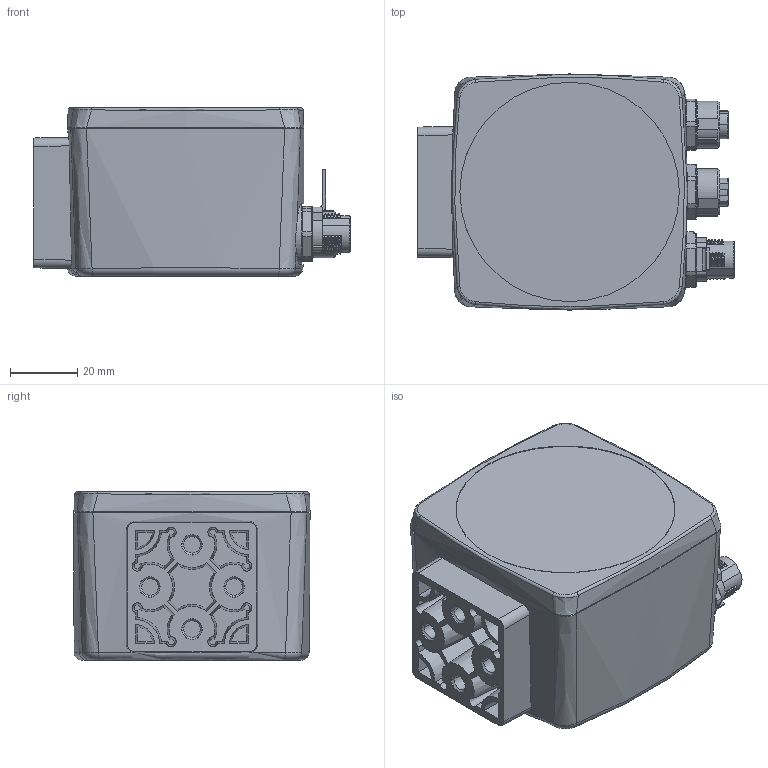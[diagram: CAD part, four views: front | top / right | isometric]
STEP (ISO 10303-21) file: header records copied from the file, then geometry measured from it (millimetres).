
FILE_DESCRIPTION((''),'2;1');
FILE_NAME('DM_CAD-3179_ASM','2017-08-07T',('creinig-se'),(''),'PRO/ENGINEER BY PARAMETRIC TECHNOLOGY CORPORATION, 2015440','PRO/ENGINEER BY PARAMETRIC TECHNOLOGY CORPORATION, 2015440','');
FILE_SCHEMA(('CONFIG_CONTROL_DESIGN'));
Products named in the file (7): DM_CAD-3179_SCHRUMPF; DM_CAD-2019_DG000052_BUCHSE; DM_CAD-2020_M12_5POL; DM_CAD-2019_DG000054_STECKER; DM_CAD-2019_STECKER_M12_8POL; DM_CAD-3179_ERDUNG; DM_CAD-3179_ASM
Assembly tree (8 placements, depth 2):
  DM_CAD-3179_ASM
    DM_CAD-3179_SCHRUMPF
    DM_CAD-2019_DG000052_BUCHSE  x2
    DM_CAD-2020_M12_5POL  x2
    DM_CAD-2019_DG000054_STECKER
    DM_CAD-2019_STECKER_M12_8POL
    DM_CAD-3179_ERDUNG
Bounding box: 93.8 x 70 x 50 mm (x, y, z)
Volume: 251892.2 mm3; surface area: 40282.3 mm2
Topology: 8 solids, 8 shells, 2716 faces, 7236 edges, 4780 vertices
Faces by surface type: plane 1270, cylinder 619, bspline 415, torus 201, cone 189, extrusion 14, sphere 8
Entity records: 97204 total; most frequent: CARTESIAN_POINT 35970, ORIENTED_EDGE 10876, DIRECTION 9597, EDGE_CURVE 5438, VERTEX_POINT 3453, AXIS2_PLACEMENT_3D 3396, PRESENTATION_STYLE_ASSIGNMENT 3386, STYLED_ITEM 3386
